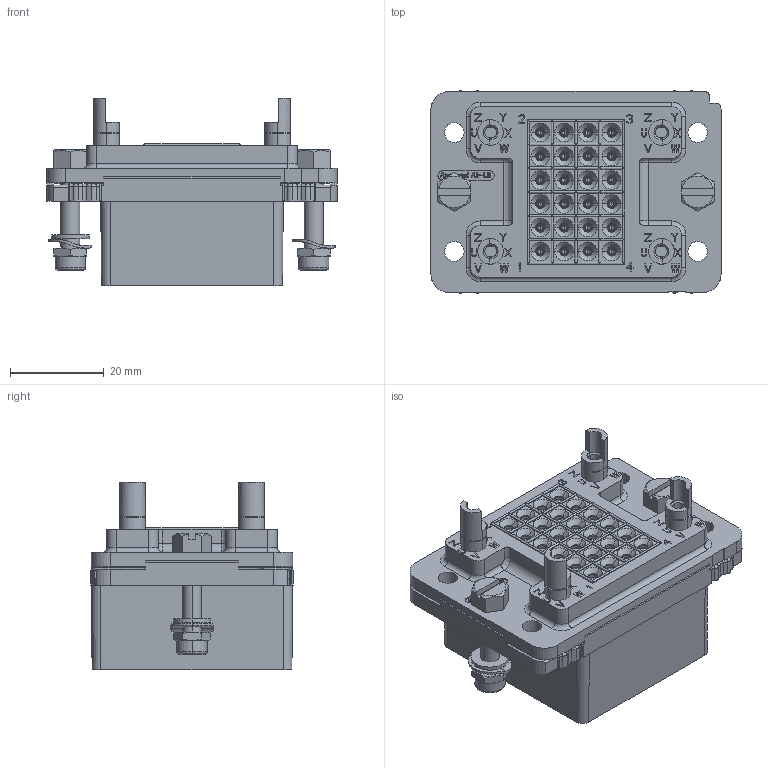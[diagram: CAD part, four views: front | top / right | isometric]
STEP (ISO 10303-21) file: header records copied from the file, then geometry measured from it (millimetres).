
FILE_DESCRIPTION((''),'2;1');
FILE_NAME('34168011002SRF','2020-02-19T',('presta_be4'),(''),'CREO PARAMETRIC BY PTC INC, 2018360','CREO PARAMETRIC BY PTC INC, 2018360','');
FILE_SCHEMA(('CONFIG_CONTROL_DESIGN'));
Products named in the file (1): 34168011002SRF
Bounding box: 62 x 43.28 x 40.15 mm (x, y, z)
Volume: 40225.2 mm3; surface area: 45746.2 mm2
Topology: 30 solids, 34 shells, 5434 faces, 14914 edges, 9663 vertices
Faces by surface type: plane 3555, cylinder 880, cone 482, extrusion 304, torus 198, bspline 11, sphere 4
Entity records: 186972 total; most frequent: CARTESIAN_POINT 49928, ORIENTED_EDGE 29732, DIRECTION 26564, EDGE_CURVE 14866, VECTOR 10352, LINE 10048, VERTEX_POINT 9663, AXIS2_PLACEMENT_3D 8106
